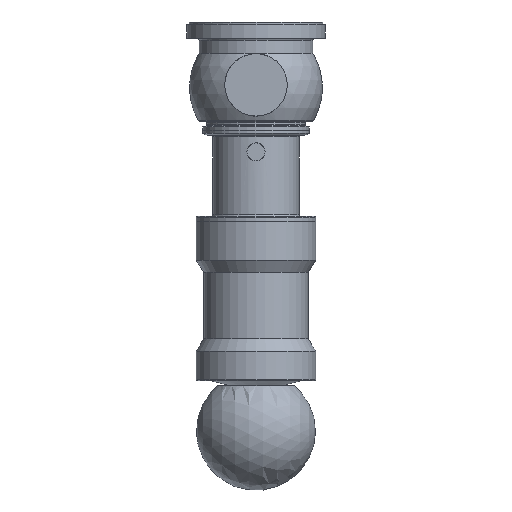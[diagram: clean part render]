
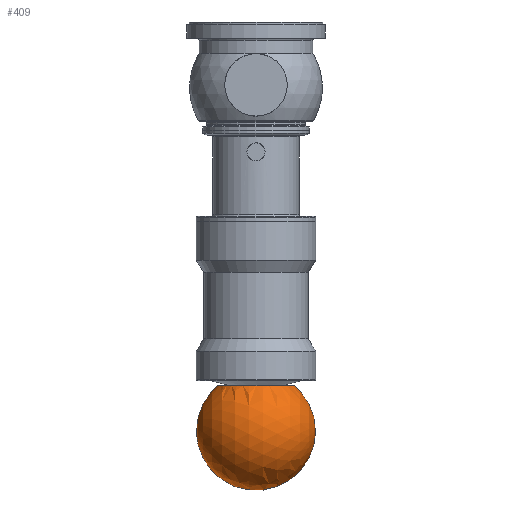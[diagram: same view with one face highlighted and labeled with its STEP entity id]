
A CAD part, left-side view. The second image highlights one B-rep face of the part: STEP entity #409.
In plain terms, the highlighted spherical face has radius 72.5 mm.
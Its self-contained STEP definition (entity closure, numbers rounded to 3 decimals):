
#393=CARTESIAN_POINT('',(150.,266.5,0.0));
#394=DIRECTION('',(0.0,0.0,1.0));
#395=DIRECTION('',(1.0,0.0,0.0));
#396=AXIS2_PLACEMENT_3D('',#393,#394,#395);
#397=SPHERICAL_SURFACE('',#396,72.5);
#398=CARTESIAN_POINT('',(196.648,211.,0.0));
#399=VERTEX_POINT('',#398);
#400=CARTESIAN_POINT('',(150.,211.,0.0));
#401=DIRECTION('',(0.0,-1.0,0.0));
#402=DIRECTION('',(1.0,0.0,0.0));
#403=AXIS2_PLACEMENT_3D('',#400,#401,#402);
#404=CIRCLE('',#403,46.648);
#405=EDGE_CURVE('',#399,#399,#404,.T.);
#406=ORIENTED_EDGE('',*,*,#405,.F.);
#407=EDGE_LOOP('',(#406));
#408=FACE_OUTER_BOUND('',#407,.T.);
#409=ADVANCED_FACE('',(#408),#397,.T.);
